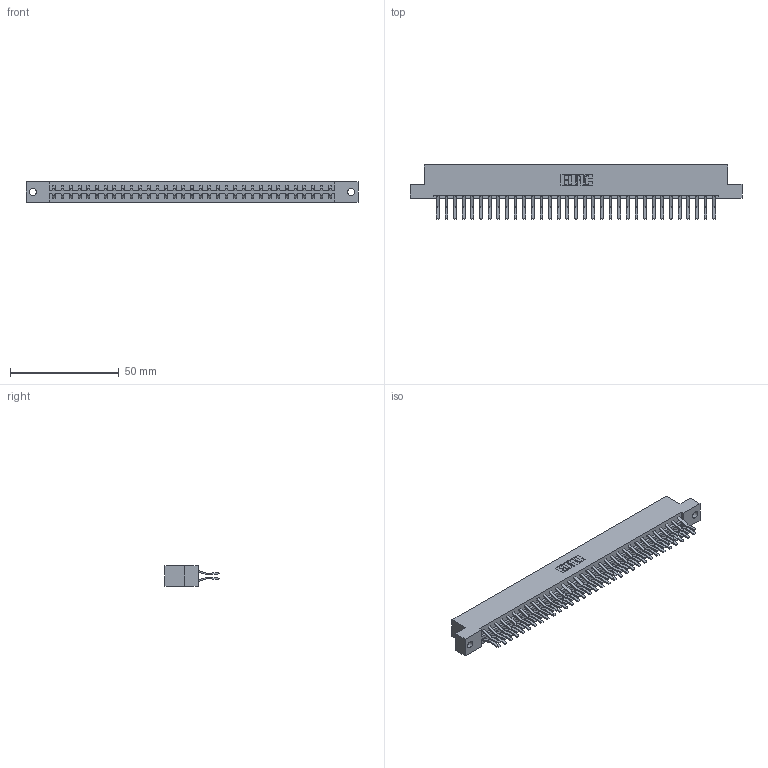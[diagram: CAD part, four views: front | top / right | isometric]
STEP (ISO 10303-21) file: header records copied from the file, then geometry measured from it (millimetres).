
FILE_DESCRIPTION (( 'STEP AP203' ), '1' );
FILE_NAME ('333-066-560-202.STEP', '2018-08-04T12:13:17', ( '' ), ( '' ), 'SwSTEP 2.0', 'SolidWorks 2016', '' );
FILE_SCHEMA (( 'CONFIG_CONTROL_DESIGN' ));
Length unit declared in the file: inch
Products named in the file (3): 333 Part_Flush - .128 Dia; 345-292-001_560 Tail; 333-066-560-202
Assembly tree (67 placements, depth 2):
  333-066-560-202
    333 Part_Flush - .128 Dia
    345-292-001_560 Tail  x66
Bounding box: 152.3 x 24.78 x 9.4 mm (x, y, z)
Volume: 15860.6 mm3; surface area: 19615.2 mm2
Topology: 67 solids, 67 shells, 3678 faces, 10937 edges, 7202 vertices
Faces by surface type: plane 2446, cylinder 1232
Entity records: 22485 total; most frequent: CARTESIAN_POINT 3738, ORIENTED_EDGE 3674, DIRECTION 3213, EDGE_CURVE 1837, LINE 1705, VECTOR 1705, VERTEX_POINT 1222, AXIS2_PLACEMENT_3D 754
